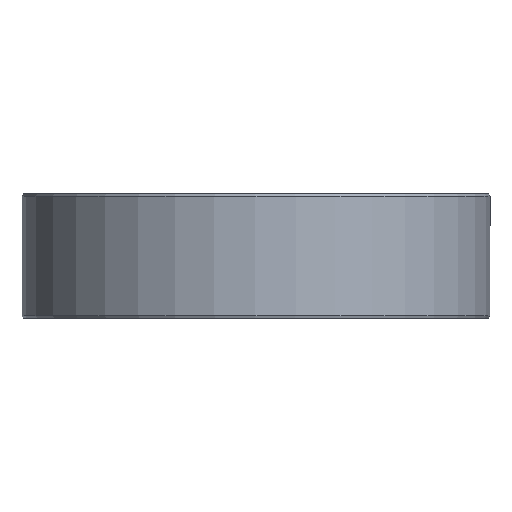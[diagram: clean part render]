
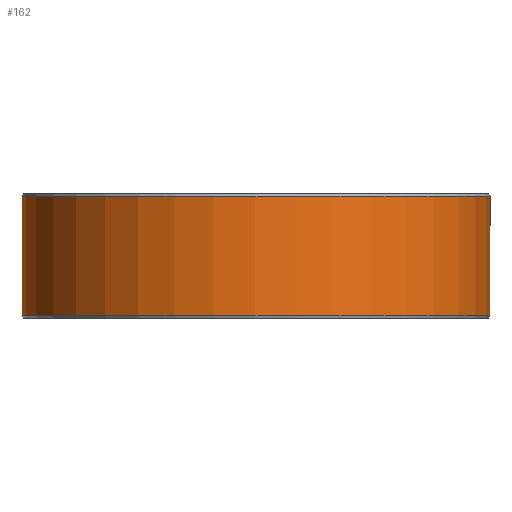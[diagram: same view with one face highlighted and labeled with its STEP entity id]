
A CAD part, front view. The second image highlights one B-rep face of the part: STEP entity #162.
In plain terms, the highlighted cylindrical face has radius 150 mm (diameter 300 mm), a partial arc.
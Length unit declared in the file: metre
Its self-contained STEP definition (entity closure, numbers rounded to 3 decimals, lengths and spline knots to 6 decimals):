
#162=ADVANCED_FACE('',(#185,#186),#187,.T.);
#185=FACE_OUTER_BOUND('',#211,.T.);
#186=FACE_BOUND('',#212,.T.);
#187=CYLINDRICAL_SURFACE('',#213,0.15);
#211=EDGE_LOOP('',(#289,#290,#291,#292));
#212=EDGE_LOOP('',(#293));
#213=AXIS2_PLACEMENT_3D('',#294,#295,#296);
#289=ORIENTED_EDGE('',*,*,#314,.T.);
#290=ORIENTED_EDGE('',*,*,#323,.F.);
#291=ORIENTED_EDGE('',*,*,#309,.F.);
#292=ORIENTED_EDGE('',*,*,#324,.T.);
#293=ORIENTED_EDGE('',*,*,#327,.T.);
#294=CARTESIAN_POINT('',(0.,0.,0.0));
#295=DIRECTION('',(0.,0.0,-1.0));
#296=DIRECTION('',(-1.0,0.0,0.));
#309=EDGE_CURVE('',#341,#342,#343,.T.);
#314=EDGE_CURVE('',#351,#349,#352,.T.);
#323=EDGE_CURVE('',#342,#349,#365,.T.);
#324=EDGE_CURVE('',#341,#351,#366,.T.);
#327=EDGE_CURVE('',#370,#370,#371,.T.);
#341=VERTEX_POINT('',#389);
#342=VERTEX_POINT('',#390);
#343=CIRCLE('',#391,0.15);
#349=VERTEX_POINT('',#399);
#351=VERTEX_POINT('',#402);
#352=CIRCLE('',#403,0.15);
#365=LINE('',#422,#423);
#366=LINE('',#424,#425);
#370=VERTEX_POINT('',#503);
#371=B_SPLINE_CURVE_WITH_KNOTS('',3,(#504,#505,#506,#507,#508,#509,#510,#511,#512,#513,#514,#515,#516,#517,#518,#519,#520,#521,#522,#523,#524,#525,#526,#527,#528,#529,#530,#531,#532,#533,#534,#535,#536,#537,#538,#539,#540,#541,#542,#543,#544,#545,#546,#547,#548,#549,#550,#551,#552,#553,#554,#555,#556,#557,#558,#559,#560,#561,#562,#563,#564,#565,#566,#567,#568,#569,#570,#571,#572,#573,#574,#575,#576,#577),.UNSPECIFIED.,.T.,.F.,(2,2,2,2,2,2,2,2,2,2,2,2,2,2,2,2,2,2,2,2,2,2,2,2,2,2,2,2,2,2,2,2,2,2,2,2,2,2,2),(-0.000977,0.0,0.000977,0.001465,0.001954,0.002931,0.003908,0.004885,0.005862,0.006839,0.007816,0.008793,0.00977,0.010747,0.011724,0.012701,0.013189,0.013678,0.014655,0.015632,0.016609,0.017586,0.018563,0.019539,0.020516,0.021493,0.02247,0.023447,0.024424,0.024913,0.025401,0.026378,0.027355,0.028332,0.028821,0.029309,0.030286,0.031263,0.03224),.UNSPECIFIED.);
#389=CARTESIAN_POINT('',(0.002618,0.149977,0.0018));
#390=CARTESIAN_POINT('',(0.,0.15,0.0018));
#391=AXIS2_PLACEMENT_3D('',#591,#592,#593);
#399=CARTESIAN_POINT('',(0.,0.15,0.0782));
#402=CARTESIAN_POINT('',(0.002618,0.149977,0.0782));
#403=AXIS2_PLACEMENT_3D('',#600,#601,#602);
#422=CARTESIAN_POINT('',(0.,0.15,0.0018));
#423=VECTOR('',#615,1.0);
#424=CARTESIAN_POINT('',(0.002618,0.149977,0.0018));
#425=VECTOR('',#616,1.0);
#503=CARTESIAN_POINT('',(0.125928,-0.081499,0.04));
#504=CARTESIAN_POINT('',(0.125928,-0.081499,0.03967));
#505=CARTESIAN_POINT('',(0.125928,-0.081499,0.04033));
#506=CARTESIAN_POINT('',(0.125946,-0.081471,0.040655));
#507=CARTESIAN_POINT('',(0.125998,-0.081391,0.041134));
#508=CARTESIAN_POINT('',(0.126019,-0.081358,0.041293));
#509=CARTESIAN_POINT('',(0.126071,-0.081278,0.041607));
#510=CARTESIAN_POINT('',(0.126101,-0.081231,0.041763));
#511=CARTESIAN_POINT('',(0.126203,-0.081073,0.042217));
#512=CARTESIAN_POINT('',(0.126286,-0.080943,0.042504));
#513=CARTESIAN_POINT('',(0.126482,-0.080638,0.043048));
#514=CARTESIAN_POINT('',(0.126595,-0.080459,0.043305));
#515=CARTESIAN_POINT('',(0.126842,-0.08007,0.043766));
#516=CARTESIAN_POINT('',(0.126976,-0.079857,0.043973));
#517=CARTESIAN_POINT('',(0.127267,-0.079393,0.044339));
#518=CARTESIAN_POINT('',(0.12742,-0.079146,0.044494));
#519=CARTESIAN_POINT('',(0.127737,-0.078635,0.044744));
#520=CARTESIAN_POINT('',(0.127902,-0.078366,0.04484));
#521=CARTESIAN_POINT('',(0.128238,-0.077815,0.044968));
#522=CARTESIAN_POINT('',(0.128406,-0.077538,0.045));
#523=CARTESIAN_POINT('',(0.128742,-0.076978,0.045));
#524=CARTESIAN_POINT('',(0.128911,-0.076694,0.044968));
#525=CARTESIAN_POINT('',(0.129238,-0.076142,0.04484));
#526=CARTESIAN_POINT('',(0.129396,-0.075873,0.044746));
#527=CARTESIAN_POINT('',(0.129701,-0.075351,0.044496));
#528=CARTESIAN_POINT('',(0.129848,-0.075097,0.044339));
#529=CARTESIAN_POINT('',(0.130118,-0.074627,0.043977));
#530=CARTESIAN_POINT('',(0.130244,-0.074408,0.043771));
#531=CARTESIAN_POINT('',(0.130475,-0.074002,0.043304));
#532=CARTESIAN_POINT('',(0.130577,-0.073822,0.043051));
#533=CARTESIAN_POINT('',(0.130711,-0.073585,0.042645));
#534=CARTESIAN_POINT('',(0.130752,-0.073512,0.042505));
#535=CARTESIAN_POINT('',(0.130828,-0.073377,0.042216));
#536=CARTESIAN_POINT('',(0.130862,-0.073315,0.042066));
#537=CARTESIAN_POINT('',(0.130954,-0.07315,0.041612));
#538=CARTESIAN_POINT('',(0.131,-0.073068,0.0413));
#539=CARTESIAN_POINT('',(0.131063,-0.072956,0.040659));
#540=CARTESIAN_POINT('',(0.131079,-0.072927,0.040328));
#541=CARTESIAN_POINT('',(0.131079,-0.072927,0.039675));
#542=CARTESIAN_POINT('',(0.131064,-0.072954,0.039351));
#543=CARTESIAN_POINT('',(0.131001,-0.073066,0.038707));
#544=CARTESIAN_POINT('',(0.130955,-0.07315,0.03839));
#545=CARTESIAN_POINT('',(0.130833,-0.073367,0.037789));
#546=CARTESIAN_POINT('',(0.130757,-0.073502,0.037498));
#547=CARTESIAN_POINT('',(0.130578,-0.07382,0.036951));
#548=CARTESIAN_POINT('',(0.130476,-0.074001,0.036699));
#549=CARTESIAN_POINT('',(0.130248,-0.074401,0.036237));
#550=CARTESIAN_POINT('',(0.13012,-0.074624,0.036026));
#551=CARTESIAN_POINT('',(0.129849,-0.075095,0.035662));
#552=CARTESIAN_POINT('',(0.129705,-0.075344,0.035508));
#553=CARTESIAN_POINT('',(0.1294,-0.075866,0.035257));
#554=CARTESIAN_POINT('',(0.129239,-0.07614,0.035161));
#555=CARTESIAN_POINT('',(0.128914,-0.07669,0.035033));
#556=CARTESIAN_POINT('',(0.128748,-0.076969,0.035));
#557=CARTESIAN_POINT('',(0.128408,-0.077534,0.035));
#558=CARTESIAN_POINT('',(0.128239,-0.077813,0.035032));
#559=CARTESIAN_POINT('',(0.127989,-0.078222,0.035127));
#560=CARTESIAN_POINT('',(0.127907,-0.078357,0.035166));
#561=CARTESIAN_POINT('',(0.127743,-0.078625,0.035261));
#562=CARTESIAN_POINT('',(0.127661,-0.078758,0.035317));
#563=CARTESIAN_POINT('',(0.127421,-0.079145,0.035505));
#564=CARTESIAN_POINT('',(0.127269,-0.079389,0.035658));
#565=CARTESIAN_POINT('',(0.126981,-0.079849,0.03602));
#566=CARTESIAN_POINT('',(0.126844,-0.080067,0.036231));
#567=CARTESIAN_POINT('',(0.126596,-0.080458,0.036692));
#568=CARTESIAN_POINT('',(0.126485,-0.080632,0.036944));
#569=CARTESIAN_POINT('',(0.126337,-0.080863,0.037353));
#570=CARTESIAN_POINT('',(0.126291,-0.080935,0.037495));
#571=CARTESIAN_POINT('',(0.126208,-0.081066,0.037784));
#572=CARTESIAN_POINT('',(0.12617,-0.081124,0.037931));
#573=CARTESIAN_POINT('',(0.126068,-0.081282,0.038382));
#574=CARTESIAN_POINT('',(0.126016,-0.081363,0.038696));
#575=CARTESIAN_POINT('',(0.125946,-0.081471,0.039343));
#576=CARTESIAN_POINT('',(0.125928,-0.081499,0.03967));
#577=CARTESIAN_POINT('',(0.125928,-0.081499,0.04033));
#591=CARTESIAN_POINT('',(0.,0.,0.0018));
#592=DIRECTION('',(0.,0.0,-1.0));
#593=DIRECTION('',(-1.0,0.0,0.));
#600=CARTESIAN_POINT('',(0.,0.,0.0782));
#601=DIRECTION('',(0.,0.0,-1.0));
#602=DIRECTION('',(-1.0,0.0,0.));
#615=DIRECTION('',(0.,0.,1.0));
#616=DIRECTION('',(0.,0.,1.0));
